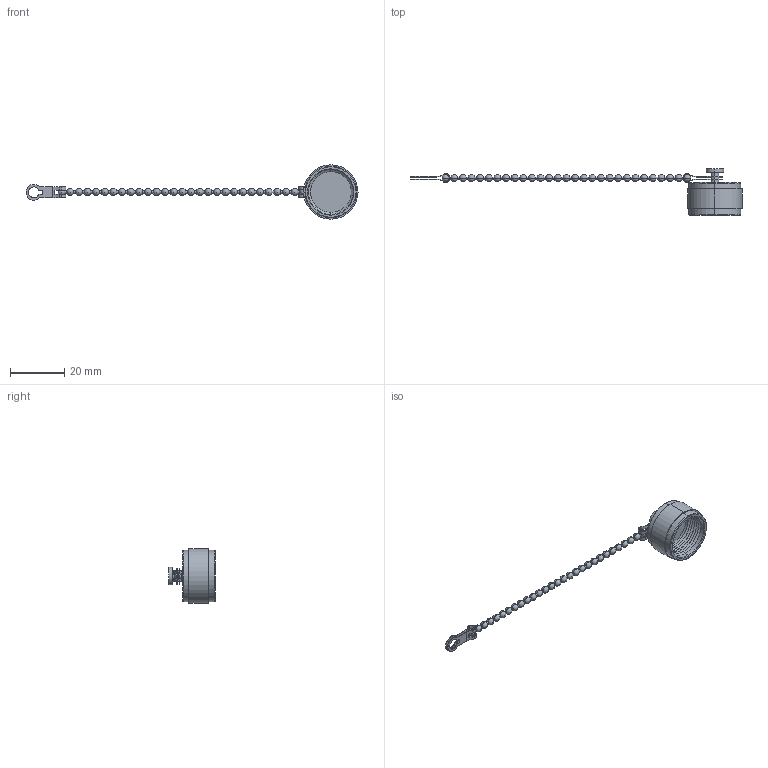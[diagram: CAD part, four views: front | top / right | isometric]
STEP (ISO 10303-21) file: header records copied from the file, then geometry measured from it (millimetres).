
FILE_DESCRIPTION (( 'STEP AP214' ), '1' );
FILE_NAME ('ANM-CAP01_3D.STEP', '2021-11-18T14:24:42', ( '' ), ( '' ), 'SwSTEP 2.0', 'SolidWorks 2021', '' );
FILE_SCHEMA (( 'AUTOMOTIVE_DESIGN' ));
Length unit declared in the file: inch
Products named in the file (4): ANM-CAP01_3D; ANM-CAP01-MA4; ANM-CAP01-MA3; ANM-CAP01
Assembly tree (4 placements, depth 2):
  ANM-CAP01_3D
    ANM-CAP01
    ANM-CAP01-MA4  x2
    ANM-CAP01-MA3
Bounding box: 122.14 x 17.12 x 19.99 mm (x, y, z)
Volume: 2106.8 mm3; surface area: 3166.8 mm2
Topology: 4 solids, 4 shells, 235 faces, 765 edges, 481 vertices
Faces by surface type: cylinder 116, sphere 58, plane 31, cone 30
Entity records: 6222 total; most frequent: DIRECTION 1229, CARTESIAN_POINT 1008, ORIENTED_EDGE 974, AXIS2_PLACEMENT_3D 537, EDGE_CURVE 487, CIRCLE 330, VERTEX_POINT 296, EDGE_LOOP 207
